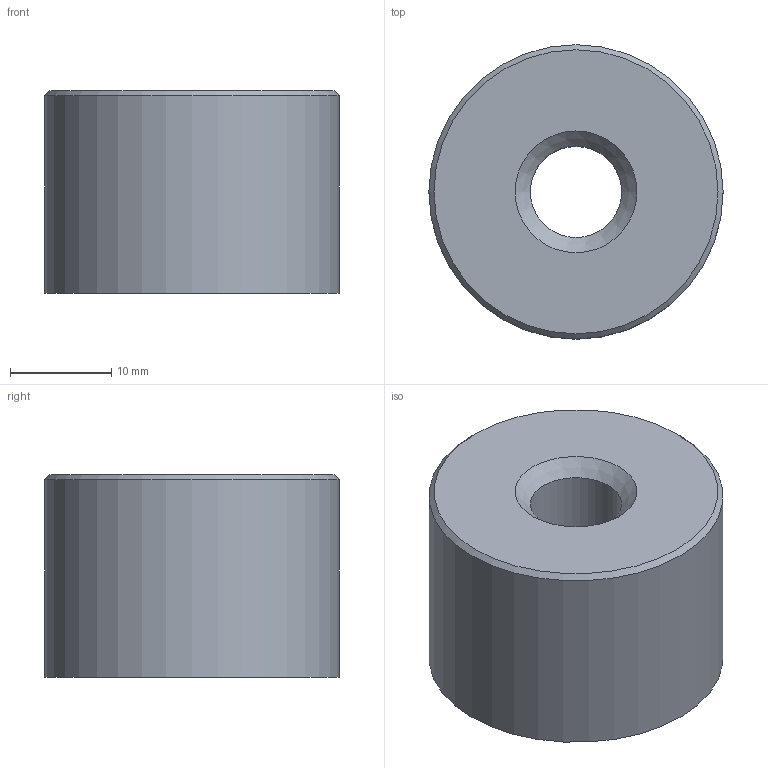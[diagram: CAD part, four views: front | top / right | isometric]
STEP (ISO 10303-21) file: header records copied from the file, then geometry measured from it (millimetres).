
FILE_DESCRIPTION(/* description */ ('STEP AP214'),/* implementation_level */ '2;1');
FILE_NAME(/* name */ 'JSRM_3024TR12X6P3_1.stp',/* time_stamp */ '2025-04-21T21:25:37+02:00',/* author */ ('roone'),/* organization */ ('CADClick - www.CADClick.com'),/* preprocessor_version */ 'ST-DEVELOPER v20',/* originating_system */ 'Autodesk Inventor 2025',/* authorisation */ 'unknown authorization');
FILE_SCHEMA (('AUTOMOTIVE_DESIGN { 1 0 10303 214 3 1 1 }'));
Length unit declared in the file: millimetre
Products named in the file (2): JSRM_3024TR12X6P3_1; 2025_04_20_16_53_47_0356
Assembly tree (1 placements, depth 2):
  JSRM_3024TR12X6P3_1
    2025_04_20_16_53_47_0356
Bounding box: 29 x 29 x 20 mm (x, y, z)
Volume: 11891.5 mm3; surface area: 3532.5 mm2
Topology: 1 solids, 1 shells, 6 faces, 10 edges, 6 vertices
Faces by surface type: cylinder 2, plane 2, cone 2
Full cylindrical faces by diameter (mm): 9 x1, 29 x1
Entity records: 220 total; most frequent: DIRECTION 34, CARTESIAN_POINT 25, ORIENTED_EDGE 20, AXIS2_PLACEMENT_3D 15, EDGE_CURVE 10, EDGE_LOOP 8, FACE_OUTER_BOUND 6, CIRCLE 6
